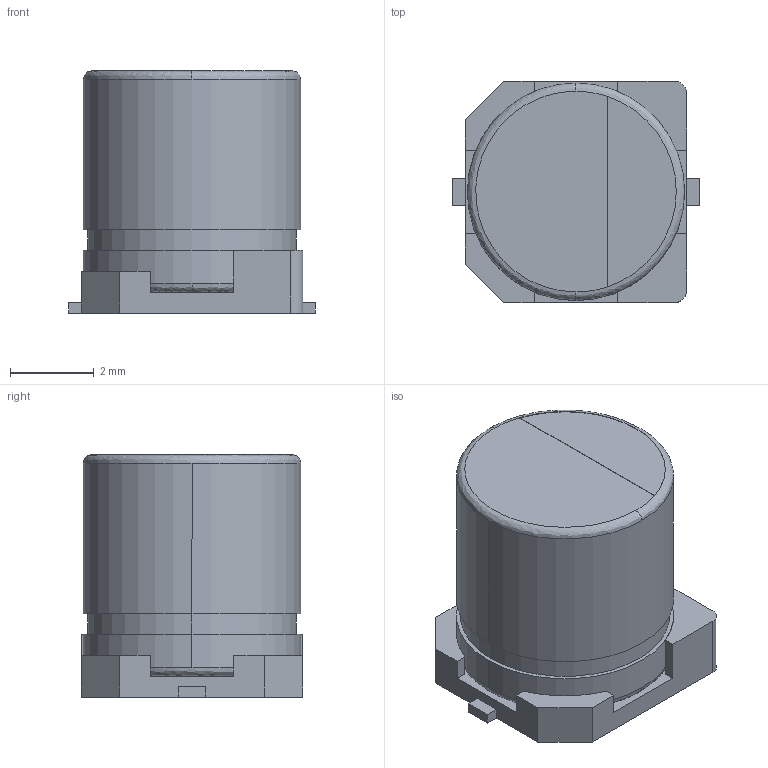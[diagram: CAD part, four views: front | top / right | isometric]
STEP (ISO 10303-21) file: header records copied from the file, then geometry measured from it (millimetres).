
FILE_DESCRIPTION(('FreeCAD Model'),'2;1');
FILE_NAME('EEEFT1H220AR_CASE_C.step', '2017-05-24T08:17:15',('kicad StepUp'),('ksu MCAD'), 'Open CASCADE STEP processor 7.1','FreeCAD','Unknown');
FILE_SCHEMA(('AUTOMOTIVE_DESIGN_CC2 { 1 2 10303 214 -1 1 5 4 }'));
Length unit declared in the file: millimetre
Products named in the file (1): EEEFT1H220AR_CASE_C
Bounding box: 5.9 x 5.3 x 5.8 mm (x, y, z)
Volume: 128.8 mm3; surface area: 232.9 mm2
Topology: 5 solids, 5 shells, 80 faces, 202 edges, 134 vertices
Faces by surface type: plane 49, cylinder 27, bspline 4
Entity records: 3032 total; most frequent: CARTESIAN_POINT 492, DIRECTION 413, ORIENTED_EDGE 404, EDGE_CURVE 202, AXIS2_PLACEMENT_3D 139, LINE 135, VECTOR 135, VERTEX_POINT 134
